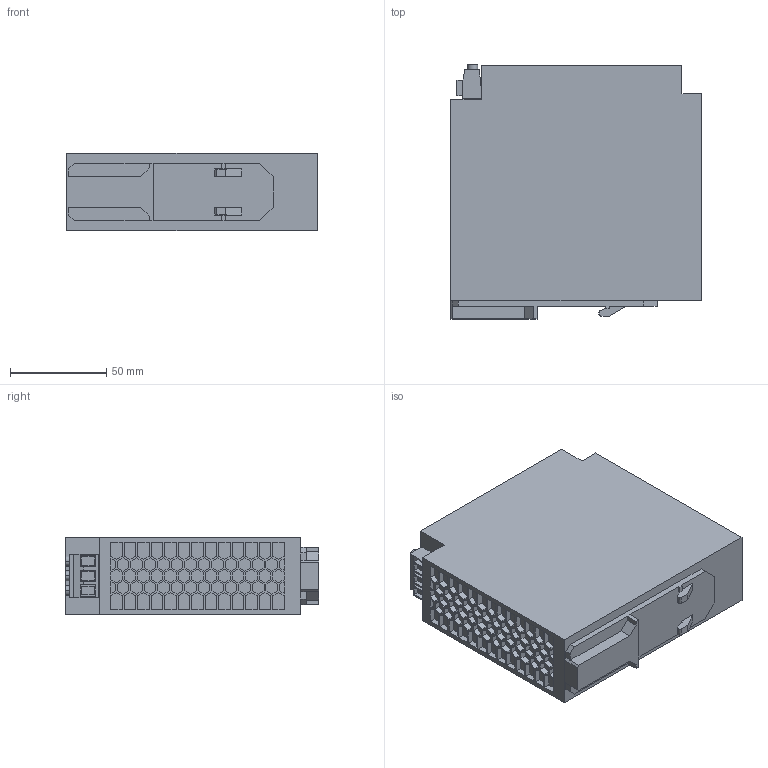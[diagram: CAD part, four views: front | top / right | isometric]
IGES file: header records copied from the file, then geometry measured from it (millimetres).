
Start section: Elysium IGES Interface
Global section: file name: 62H2320908_QUINT_PS_1AC_24DC_5_CO-select.igs; native system: SolidDesigner 16.00A  16-Aug-2008; preprocessor: CoCreate IGES_3D V2.2; author: Unknown; organization: Unknown; date: 20110120.113630; units: millimetre
Bounding box: 130.05 x 131.64 x 40 mm (x, y, z)
Volume: 620290.7 mm3; surface area: 64253.8 mm2
Topology: 1 solids, 1 shells, 1071 faces, 2719 edges, 1810 vertices
Faces by surface type: bspline 1071
